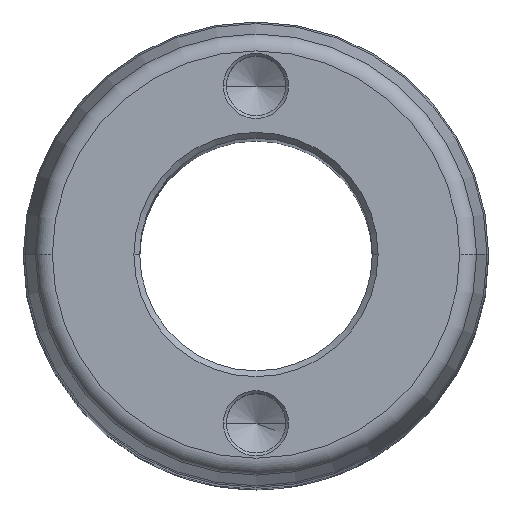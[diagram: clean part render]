
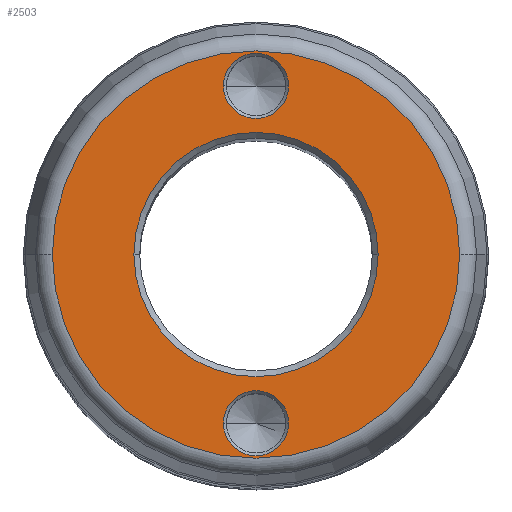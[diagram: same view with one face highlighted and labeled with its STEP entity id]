
A CAD part, top view. The second image highlights one B-rep face of the part: STEP entity #2503.
In plain terms, the highlighted planar face has unit normal (0, 0, 1).
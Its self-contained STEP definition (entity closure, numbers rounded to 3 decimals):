
#63 = DIRECTION ( 'NONE',  ( 0., 0., -1. ) ) ;
#85 = CARTESIAN_POINT ( 'NONE',  ( 0., 0., 280. ) ) ;
#95 = AXIS2_PLACEMENT_3D ( 'NONE', #1060, #3616, #745 ) ;
#97 = CARTESIAN_POINT ( 'NONE',  ( 0., -29., 280. ) ) ;
#130 = CIRCLE ( 'NONE', #1147, 35.019 ) ;
#195 = VERTEX_POINT ( 'NONE', #1038 ) ;
#228 = CARTESIAN_POINT ( 'NONE',  ( 21., 0., 280. ) ) ;
#246 = AXIS2_PLACEMENT_3D ( 'NONE', #1695, #3718, #1681 ) ;
#374 = DIRECTION ( 'NONE',  ( 1., 0., 0. ) ) ;
#391 = AXIS2_PLACEMENT_3D ( 'NONE', #1034, #1624, #3027 ) ;
#396 = DIRECTION ( 'NONE',  ( 1., 0., 0. ) ) ;
#404 = DIRECTION ( 'NONE',  ( 1., 0., 0. ) ) ;
#422 = DIRECTION ( 'NONE',  ( 1., 0., 0. ) ) ;
#553 = AXIS2_PLACEMENT_3D ( 'NONE', #85, #2936, #374 ) ;
#607 = ORIENTED_EDGE ( 'NONE', *, *, #2371, .T. ) ;
#634 = ORIENTED_EDGE ( 'NONE', *, *, #964, .T. ) ;
#745 = DIRECTION ( 'NONE',  ( 1., 0., 0. ) ) ;
#762 = AXIS2_PLACEMENT_3D ( 'NONE', #1750, #63, #2613 ) ;
#964 = EDGE_CURVE ( 'NONE', #195, #1204, #1943, .T. ) ;
#984 = ORIENTED_EDGE ( 'NONE', *, *, #1865, .T. ) ;
#1034 = CARTESIAN_POINT ( 'NONE',  ( 0., 29., 280. ) ) ;
#1038 = CARTESIAN_POINT ( 'NONE',  ( -5.6, -29., 280. ) ) ;
#1060 = CARTESIAN_POINT ( 'NONE',  ( 0., 0., 280. ) ) ;
#1147 = AXIS2_PLACEMENT_3D ( 'NONE', #3502, #2946, #1479 ) ;
#1181 = EDGE_LOOP ( 'NONE', ( #2001, #1958 ) ) ;
#1204 = VERTEX_POINT ( 'NONE', #2088 ) ;
#1210 = ORIENTED_EDGE ( 'NONE', *, *, #2244, .T. ) ;
#1229 = EDGE_CURVE ( 'NONE', #2222, #2488, #130, .T. ) ;
#1232 = CIRCLE ( 'NONE', #246, 21. ) ;
#1261 = EDGE_LOOP ( 'NONE', ( #607, #634 ) ) ;
#1364 = CIRCLE ( 'NONE', #2079, 21. ) ;
#1406 = VERTEX_POINT ( 'NONE', #228 ) ;
#1412 = CIRCLE ( 'NONE', #3229, 5.6 ) ;
#1479 = DIRECTION ( 'NONE',  ( 1., 0., 0. ) ) ;
#1515 = DIRECTION ( 'NONE',  ( 0., 0., -1. ) ) ;
#1539 = CIRCLE ( 'NONE', #553, 35.019 ) ;
#1557 = DIRECTION ( 'NONE',  ( 0., 0., -1. ) ) ;
#1562 = CARTESIAN_POINT ( 'NONE',  ( -21., 0., 280. ) ) ;
#1586 = CIRCLE ( 'NONE', #2938, 5.6 ) ;
#1624 = DIRECTION ( 'NONE',  ( 0., 0., -1. ) ) ;
#1681 = DIRECTION ( 'NONE',  ( 1., 0., 0. ) ) ;
#1695 = CARTESIAN_POINT ( 'NONE',  ( 0., 0., 280. ) ) ;
#1750 = CARTESIAN_POINT ( 'NONE',  ( 0., -29., 280. ) ) ;
#1865 = EDGE_CURVE ( 'NONE', #1406, #3702, #1232, .T. ) ;
#1943 = CIRCLE ( 'NONE', #762, 5.6 ) ;
#1958 = ORIENTED_EDGE ( 'NONE', *, *, #2911, .T. ) ;
#2001 = ORIENTED_EDGE ( 'NONE', *, *, #3231, .T. ) ;
#2010 = ORIENTED_EDGE ( 'NONE', *, *, #3656, .T. ) ;
#2017 = FACE_BOUND ( 'NONE', #1261, .T. ) ;
#2021 = EDGE_LOOP ( 'NONE', ( #3641, #1210 ) ) ;
#2079 = AXIS2_PLACEMENT_3D ( 'NONE', #2677, #2113, #422 ) ;
#2088 = CARTESIAN_POINT ( 'NONE',  ( 5.6, -29., 280. ) ) ;
#2106 = CARTESIAN_POINT ( 'NONE',  ( -5.6, 29., 280. ) ) ;
#2113 = DIRECTION ( 'NONE',  ( 0., 0., -1. ) ) ;
#2222 = VERTEX_POINT ( 'NONE', #2992 ) ;
#2244 = EDGE_CURVE ( 'NONE', #2488, #2222, #1539, .T. ) ;
#2291 = FACE_OUTER_BOUND ( 'NONE', #2021, .T. ) ;
#2337 = VERTEX_POINT ( 'NONE', #2106 ) ;
#2371 = EDGE_CURVE ( 'NONE', #1204, #195, #1412, .T. ) ;
#2426 = CIRCLE ( 'NONE', #391, 5.6 ) ;
#2488 = VERTEX_POINT ( 'NONE', #2980 ) ;
#2503 = ADVANCED_FACE ( 'NONE', ( #2017, #3654, #2969, #2291 ), #3029, .T. ) ;
#2613 = DIRECTION ( 'NONE',  ( 1., 0., 0. ) ) ;
#2677 = CARTESIAN_POINT ( 'NONE',  ( 0., 0., 280. ) ) ;
#2911 = EDGE_CURVE ( 'NONE', #2337, #3053, #2426, .T. ) ;
#2936 = DIRECTION ( 'NONE',  ( 0., 0., 1. ) ) ;
#2938 = AXIS2_PLACEMENT_3D ( 'NONE', #3198, #1515, #396 ) ;
#2946 = DIRECTION ( 'NONE',  ( 0., 0., 1. ) ) ;
#2969 = FACE_BOUND ( 'NONE', #3531, .T. ) ;
#2980 = CARTESIAN_POINT ( 'NONE',  ( -35.019, 0., 280. ) ) ;
#2992 = CARTESIAN_POINT ( 'NONE',  ( 35.019, 0., 280. ) ) ;
#3027 = DIRECTION ( 'NONE',  ( 1., 0., 0. ) ) ;
#3029 = PLANE ( 'NONE',  #95 ) ;
#3053 = VERTEX_POINT ( 'NONE', #3698 ) ;
#3198 = CARTESIAN_POINT ( 'NONE',  ( 0., 29., 280. ) ) ;
#3229 = AXIS2_PLACEMENT_3D ( 'NONE', #97, #1557, #404 ) ;
#3231 = EDGE_CURVE ( 'NONE', #3053, #2337, #1586, .T. ) ;
#3502 = CARTESIAN_POINT ( 'NONE',  ( 0., 0., 280. ) ) ;
#3531 = EDGE_LOOP ( 'NONE', ( #984, #2010 ) ) ;
#3616 = DIRECTION ( 'NONE',  ( 0., 0., 1. ) ) ;
#3641 = ORIENTED_EDGE ( 'NONE', *, *, #1229, .T. ) ;
#3654 = FACE_BOUND ( 'NONE', #1181, .T. ) ;
#3656 = EDGE_CURVE ( 'NONE', #3702, #1406, #1364, .T. ) ;
#3698 = CARTESIAN_POINT ( 'NONE',  ( 5.6, 29., 280. ) ) ;
#3702 = VERTEX_POINT ( 'NONE', #1562 ) ;
#3718 = DIRECTION ( 'NONE',  ( 0., 0., -1. ) ) ;
